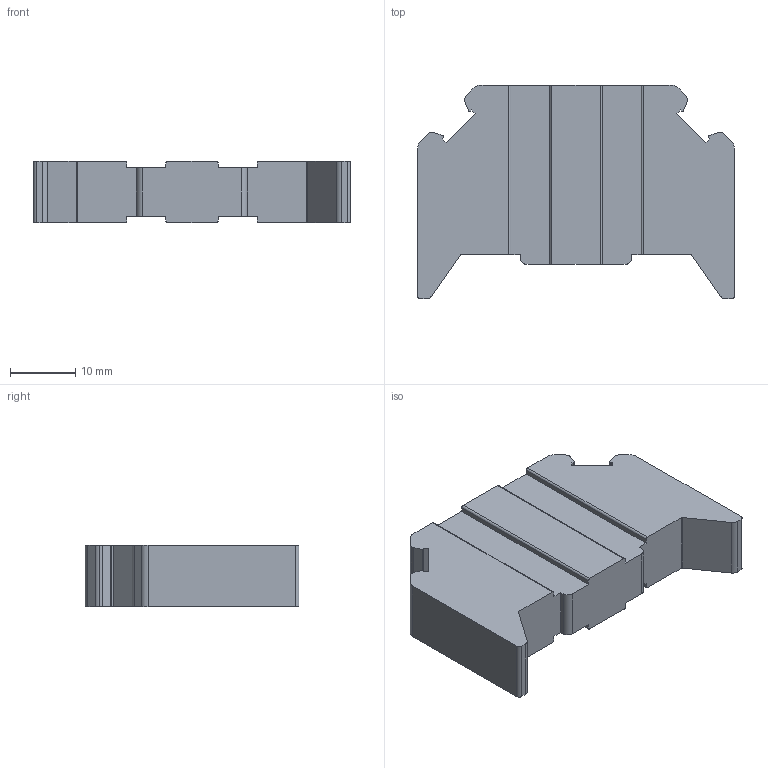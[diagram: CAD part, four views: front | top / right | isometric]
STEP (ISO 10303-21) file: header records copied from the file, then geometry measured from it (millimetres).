
FILE_DESCRIPTION(('OneSpaceDesigner STEP Export'),'2;1');
FILE_NAME('0800886_e-ns-35-n_select.stp','2004-10-04T13:55:16',(''),(''),'OneSpace Designer STEP processor (Jan. 2003) for AP203(Solid Model)','OneSpace Designer 12.01C 26-Mar-2004 (C) CoCreate Software GmbH','');
FILE_SCHEMA(('CONFIG_CONTROL_DESIGN'));
Length unit declared in the file: millimetre
Products named in the file (2): 0800886_e-ns-35-n_select
Assembly tree (1 placements, depth 2):
  0800886_e-ns-35-n_select
    0800886_e-ns-35-n_select
Bounding box: 48.6 x 32.8 x 9.5 mm (x, y, z)
Volume: 10719.6 mm3; surface area: 4405.8 mm2
Topology: 1 solids, 1 shells, 83 faces, 241 edges, 161 vertices
Faces by surface type: plane 49, cylinder 34
Entity records: 3482 total; most frequent: ORIENTED_EDGE 482, CARTESIAN_POINT 465, DIRECTION 438, EDGE_CURVE 241, VECTOR 170, LINE 170, VERTEX_POINT 161, AXIS2_PLACEMENT_3D 134
